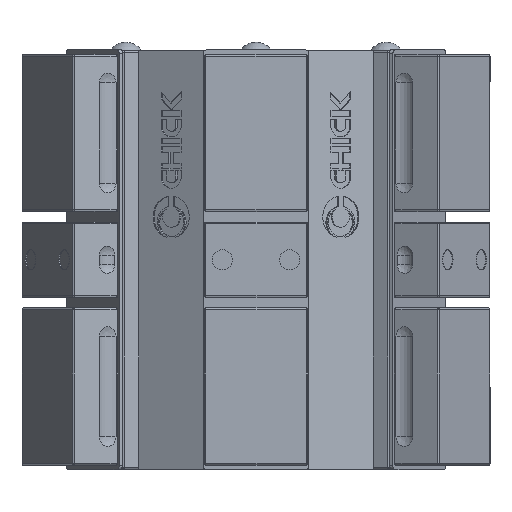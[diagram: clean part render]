
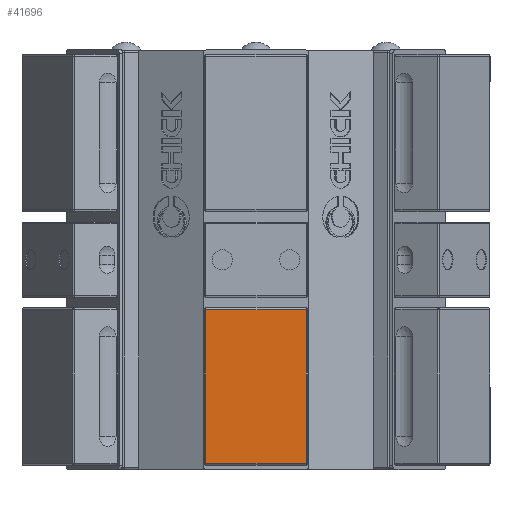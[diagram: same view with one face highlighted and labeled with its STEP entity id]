
A CAD part, front view. The second image highlights one B-rep face of the part: STEP entity #41696.
In plain terms, the highlighted face is planar.
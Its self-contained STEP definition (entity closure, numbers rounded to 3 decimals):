
#40993=CARTESIAN_POINT('',(-36.7,-23.9,0.0));
#40994=VERTEX_POINT('',#40993);
#41037=CARTESIAN_POINT('',(-36.7,23.9,0.0));
#41038=VERTEX_POINT('',#41037);
#41096=CARTESIAN_POINT('',(36.7,-23.9,0.0));
#41097=VERTEX_POINT('',#41096);
#41166=CARTESIAN_POINT('',(36.7,23.9,0.0));
#41167=VERTEX_POINT('',#41166);
#41382=CARTESIAN_POINT('',(36.7,23.9,0.0));
#41383=DIRECTION('',(-1.0,0.0,0.0));
#41384=VECTOR('',#41383,73.4);
#41385=LINE('',#41382,#41384);
#41386=EDGE_CURVE('',#41167,#41038,#41385,.T.);
#41404=CARTESIAN_POINT('',(36.7,-23.9,0.0));
#41405=DIRECTION('',(0.0,1.0,0.0));
#41406=VECTOR('',#41405,47.8);
#41407=LINE('',#41404,#41406);
#41408=EDGE_CURVE('',#41097,#41167,#41407,.T.);
#41470=CARTESIAN_POINT('',(-36.7,-23.9,0.0));
#41471=DIRECTION('',(1.0,0.0,0.0));
#41472=VECTOR('',#41471,73.4);
#41473=LINE('',#41470,#41472);
#41474=EDGE_CURVE('',#40994,#41097,#41473,.T.);
#41514=CARTESIAN_POINT('',(-36.7,23.9,0.0));
#41515=DIRECTION('',(0.0,-1.0,0.0));
#41516=VECTOR('',#41515,47.8);
#41517=LINE('',#41514,#41516);
#41518=EDGE_CURVE('',#41038,#40994,#41517,.T.);
#41685=CARTESIAN_POINT('',(0.0,0.0,0.0));
#41686=DIRECTION('',(0.0,0.0,1.0));
#41687=DIRECTION('',(1.0,0.0,0.0));
#41688=AXIS2_PLACEMENT_3D('',#41685,#41686,#41687);
#41689=PLANE('',#41688);
#41690=ORIENTED_EDGE('',*,*,#41386,.F.);
#41691=ORIENTED_EDGE('',*,*,#41408,.F.);
#41692=ORIENTED_EDGE('',*,*,#41474,.F.);
#41693=ORIENTED_EDGE('',*,*,#41518,.F.);
#41694=EDGE_LOOP('',(#41690,#41691,#41692,#41693));
#41695=FACE_OUTER_BOUND('',#41694,.T.);
#41696=ADVANCED_FACE('',(#41695),#41689,.F.);
